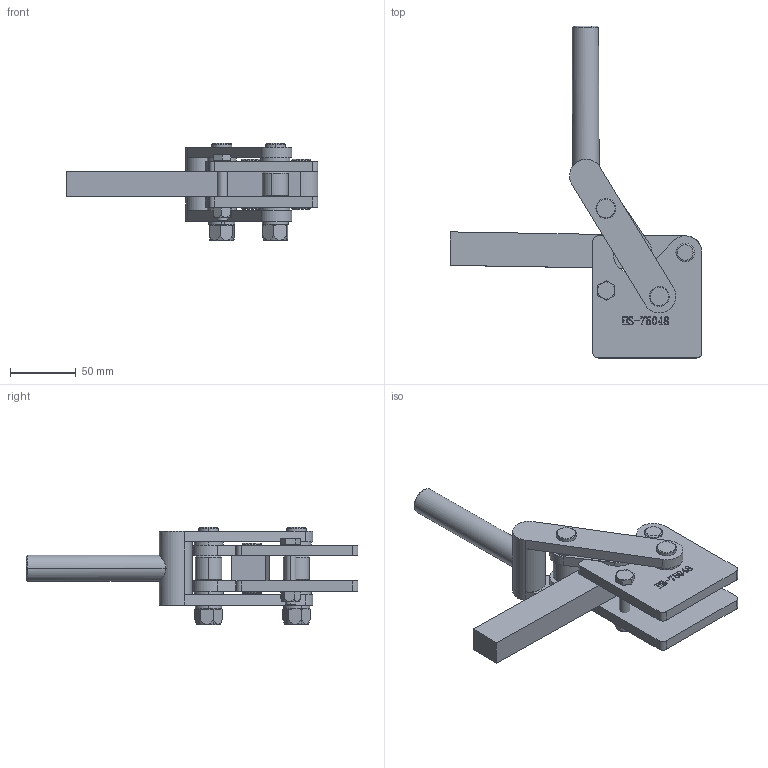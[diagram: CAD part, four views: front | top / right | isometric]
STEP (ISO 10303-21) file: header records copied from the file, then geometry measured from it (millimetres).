
FILE_DESCRIPTION (( 'STEP AP203' ), '1' );
FILE_NAME ('HS-75048 .STEP', '2019-08-26T13:37:16', ( '微软用户' ), ( '微软中国' ), 'SwSTEP 2.0', 'SolidWorks 2012', '' );
FILE_SCHEMA (( 'CONFIG_CONTROL_DESIGN' ));
Length unit declared in the file: millimetre
Products named in the file (13): 蟀裝; 揤旋; 种2; 忒梟; 菜え; 菁釱; HS-75048 ; prevailing torque hex nuts 1-fine pitch gb_GB_HEXAGON_LOCK_TYPE2 M8-N; hexagon head bolts--product grade c gb_GB_FASTENER_BOLT_HHBC M8X45-N; prevailing torque hex nuts 1-fine pitch gb_GB_HEXAGON_LOCK_TYPE2 M12-N; curved single coil spring lock washers gb_GB_FASTENER_WASHER_CSLW 12; T倛种; 种杶
Assembly tree (21 placements, depth 2):
  HS-75048 
    菁釱
    菜え  x4
    忒梟
    种2  x2
    揤旋
    蟀裝  x2
    种杶  x2
    T倛种  x2
    curved single coil spring lock washers gb_GB_FASTENER_WASHER_CSLW 12  x2
    prevailing torque hex nuts 1-fine pitch gb_GB_HEXAGON_LOCK_TYPE2 M12-N  x2
    hexagon head bolts--product grade c gb_GB_FASTENER_BOLT_HHBC M8X45-N
    prevailing torque hex nuts 1-fine pitch gb_GB_HEXAGON_LOCK_TYPE2 M8-N
Bounding box: 190.88 x 251.58 x 73.72 mm (x, y, z)
Volume: 352701.2 mm3; surface area: 110448.7 mm2
Topology: 22 solids, 22 shells, 643 faces, 1615 edges, 1053 vertices
Faces by surface type: plane 315, bspline 132, cylinder 127, cone 61, torus 8
Entity records: 25293 total; most frequent: CARTESIAN_POINT 11049, ORIENTED_EDGE 2820, DIRECTION 2188, EDGE_CURVE 1410, VERTEX_POINT 924, VECTOR 878, LINE 878, AXIS2_PLACEMENT_3D 655
